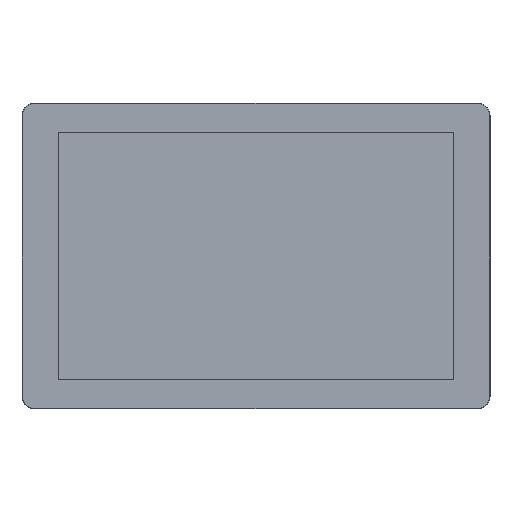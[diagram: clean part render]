
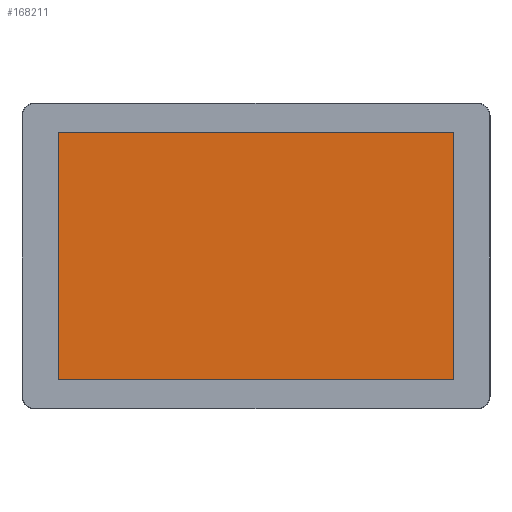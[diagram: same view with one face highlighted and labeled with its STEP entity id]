
A CAD part, top view. The second image highlights one B-rep face of the part: STEP entity #168211.
In plain terms, the highlighted planar face has unit normal (0, 0, 1).
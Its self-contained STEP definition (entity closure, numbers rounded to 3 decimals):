
#10244=PLANE('',#177823);
#17147=FACE_OUTER_BOUND('',#25755,.T.);
#25755=EDGE_LOOP('',(#119452,#119453,#119454,#119455));
#36889=LINE('',#228951,#57858);
#36893=LINE('',#228959,#57862);
#36896=LINE('',#228965,#57865);
#36899=LINE('',#228970,#57868);
#57858=VECTOR('',#187944,10.);
#57862=VECTOR('',#187950,10.);
#57865=VECTOR('',#187955,10.);
#57868=VECTOR('',#187960,10.);
#78815=VERTEX_POINT('',#228949);
#78816=VERTEX_POINT('',#228950);
#78819=VERTEX_POINT('',#228958);
#78821=VERTEX_POINT('',#228964);
#94930=EDGE_CURVE('',#78815,#78816,#36889,.T.);
#94934=EDGE_CURVE('',#78819,#78815,#36893,.T.);
#94937=EDGE_CURVE('',#78821,#78819,#36896,.T.);
#94940=EDGE_CURVE('',#78816,#78821,#36899,.T.);
#119452=ORIENTED_EDGE('',*,*,#94940,.F.);
#119453=ORIENTED_EDGE('',*,*,#94930,.F.);
#119454=ORIENTED_EDGE('',*,*,#94934,.F.);
#119455=ORIENTED_EDGE('',*,*,#94937,.F.);
#168211=ADVANCED_FACE('',(#17147),#10244,.T.);
#177823=AXIS2_PLACEMENT_3D('',#228973,#187964,#187965);
#187944=DIRECTION('',(0.,1.,0.));
#187950=DIRECTION('',(-1.,0.,0.));
#187955=DIRECTION('',(0.,-1.,0.));
#187960=DIRECTION('',(1.,0.,0.));
#187964=DIRECTION('center_axis',(0.,0.,1.));
#187965=DIRECTION('ref_axis',(1.,0.,0.));
#228949=CARTESIAN_POINT('',(32.395,26.505,1.1));
#228950=CARTESIAN_POINT('',(32.395,163.105,1.1));
#228951=CARTESIAN_POINT('',(32.395,26.505,1.1));
#228958=CARTESIAN_POINT('',(250.355,26.505,1.1));
#228959=CARTESIAN_POINT('',(250.355,26.505,1.1));
#228964=CARTESIAN_POINT('',(250.355,163.105,1.1));
#228965=CARTESIAN_POINT('',(250.355,163.105,1.1));
#228970=CARTESIAN_POINT('',(32.395,163.105,1.1));
#228973=CARTESIAN_POINT('Origin',(141.375,94.805,1.1));
